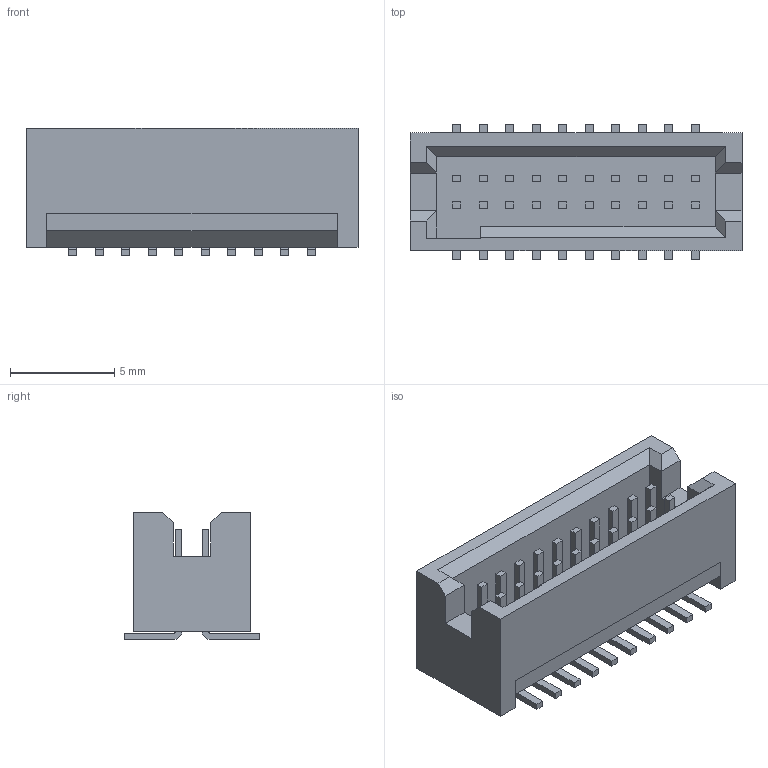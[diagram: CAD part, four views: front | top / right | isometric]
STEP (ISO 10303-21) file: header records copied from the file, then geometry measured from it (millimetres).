
FILE_DESCRIPTION((''),'2;1');
FILE_NAME('HARWIN_M50-4901045.stp','2014-11-25T15:27:04',(''),(''),'Mechanical Desktop 2011','Mechanical Desktop 2011',', , ');
FILE_SCHEMA(('AUTOMOTIVE_DESIGN { 1 2 10303 214 1 1 1 1 }'));
Length unit declared in the file: millimetre
Products named in the file (1): Product
Bounding box: 15.9 x 6.5 x 6.1 mm (x, y, z)
Volume: 304.7 mm3; surface area: 812.3 mm2
Topology: 42 solids, 42 shells, 321 faces, 707 edges, 469 vertices
Faces by surface type: plane 281, cylinder 40
Entity records: 8720 total; most frequent: CARTESIAN_POINT 1498, DIRECTION 1431, ORIENTED_EDGE 1414, EDGE_CURVE 707, VECTOR 627, LINE 627, VERTEX_POINT 469, AXIS2_PLACEMENT_3D 402
